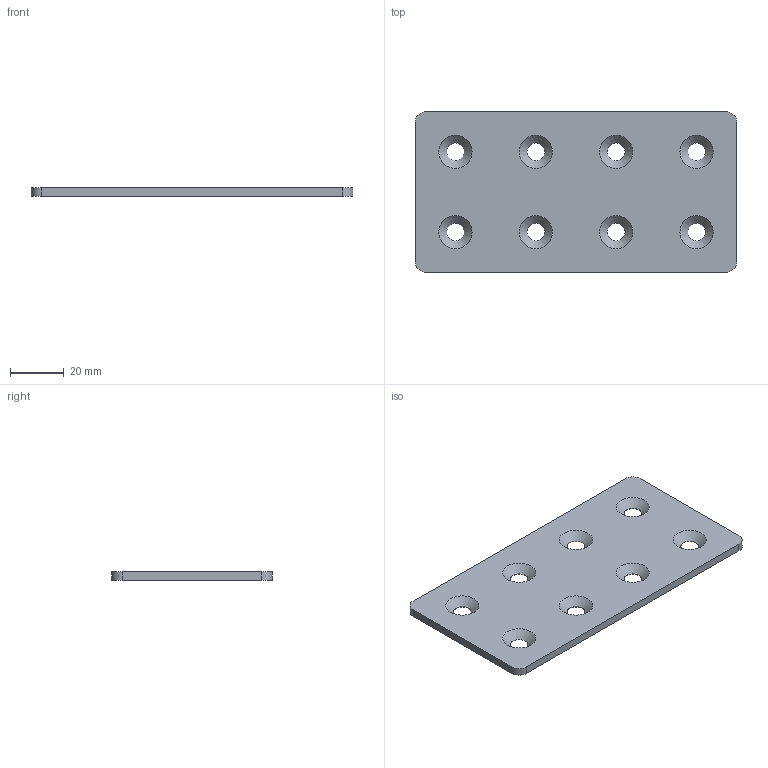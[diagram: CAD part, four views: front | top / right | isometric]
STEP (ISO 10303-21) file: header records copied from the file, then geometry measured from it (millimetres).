
FILE_DESCRIPTION(/* description */ (''),/* implementation_level */ '2;1');
FILE_NAME(/* name */ '10560_KriTec_Lasche_6_120x60x3_schwarz_mit_Senkungen.stp',/* time_stamp */ '2014-06-05T12:17:23+02:00',/* author */ ('kostic'),/* organization */ (''),/* preprocessor_version */ 'ST-DEVELOPER v15.2',/* originating_system */ 'Autodesk Inventor 2014',/* authorisation */ '');
FILE_SCHEMA (('AUTOMOTIVE_DESIGN { 1 0 10303 214 3 1 1 }'));
Length unit declared in the file: millimetre
Products named in the file (1): 10560_KriTec_Lasche_6_120x60x3_schwarz_mit_Senkungen
Bounding box: 120 x 60 x 3 mm (x, y, z)
Volume: 19835.9 mm3; surface area: 15187.9 mm2
Topology: 1 solids, 1 shells, 26 faces, 72 edges, 48 vertices
Faces by surface type: cylinder 12, cone 8, plane 6
Full cylindrical faces by diameter (mm): 6.6 x8
Entity records: 749 total; most frequent: DIRECTION 134, CARTESIAN_POINT 115, ORIENTED_EDGE 96, AXIS2_PLACEMENT_3D 59, EDGE_LOOP 58, EDGE_CURVE 48, VERTEX_POINT 40, FACE_BOUND 33
